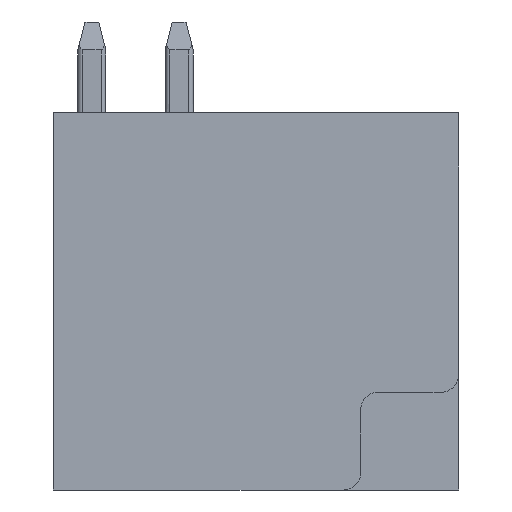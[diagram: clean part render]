
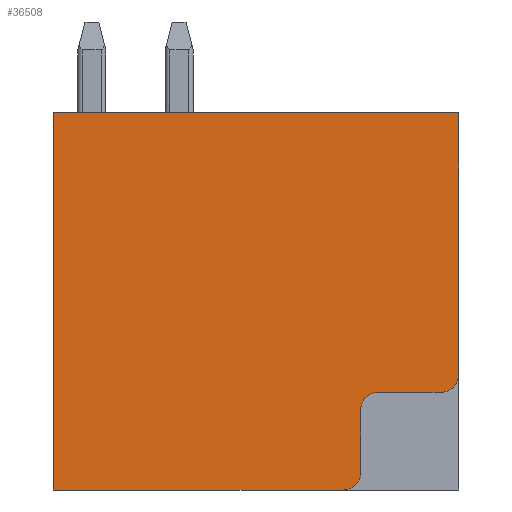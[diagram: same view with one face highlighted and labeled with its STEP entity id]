
A CAD part, front view. The second image highlights one B-rep face of the part: STEP entity #36508.
In plain terms, the highlighted planar face has unit normal (0, -1, 0).
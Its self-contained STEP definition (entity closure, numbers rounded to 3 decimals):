
#3907=CARTESIAN_POINT('',(2.806,-91.,-6.124));
#3908=DIRECTION('',(0.,-1.,0.));
#3909=DIRECTION('',(0.,0.,-1.));
#3910=AXIS2_PLACEMENT_3D('',#3907,#3908,#3909);
#3912=DIRECTION('',(-1.,0.,0.));
#3913=VECTOR('',#3912,8.3);
#3914=CARTESIAN_POINT('',(2.806,-91.,-6.624));
#3915=LINE('',#3914,#3913);
#3916=DIRECTION('',(0.,0.,1.));
#3917=VECTOR('',#3916,10.8);
#3918=CARTESIAN_POINT('',(-5.494,-91.,-6.624));
#3919=LINE('',#3918,#3917);
#3920=DIRECTION('',(1.,0.,0.));
#3921=VECTOR('',#3920,11.6);
#3922=CARTESIAN_POINT('',(-5.494,-91.,4.176));
#3923=LINE('',#3922,#3921);
#3924=DIRECTION('',(0.,0.,-1.));
#3925=VECTOR('',#3924,7.5);
#3926=CARTESIAN_POINT('',(6.106,-91.,4.176));
#3927=LINE('',#3926,#3925);
#3928=CARTESIAN_POINT('',(5.606,-91.,-3.324));
#3929=DIRECTION('',(0.,-1.,0.));
#3930=DIRECTION('',(0.,0.,-1.));
#3931=AXIS2_PLACEMENT_3D('',#3928,#3929,#3930);
#3933=DIRECTION('',(-1.,0.,0.));
#3934=VECTOR('',#3933,1.8);
#3935=CARTESIAN_POINT('',(5.606,-91.,-3.824));
#3936=LINE('',#3935,#3934);
#3937=DIRECTION('',(0.,0.,1.));
#3938=VECTOR('',#3937,1.8);
#3939=CARTESIAN_POINT('',(3.306,-91.,-6.124));
#3940=LINE('',#3939,#3938);
#3958=CARTESIAN_POINT('',(3.806,-91.,-4.324));
#3959=DIRECTION('',(0.,1.,0.));
#3960=DIRECTION('',(-1.,0.,0.));
#3961=AXIS2_PLACEMENT_3D('',#3958,#3959,#3960);
#27179=CARTESIAN_POINT('',(-5.494,-91.,-6.624));
#27180=CARTESIAN_POINT('',(-5.494,-91.,4.176));
#27181=VERTEX_POINT('',#27179);
#27182=VERTEX_POINT('',#27180);
#27183=CARTESIAN_POINT('',(6.106,-91.,4.176));
#27184=VERTEX_POINT('',#27183);
#27217=CARTESIAN_POINT('',(3.306,-91.,-4.324));
#27218=VERTEX_POINT('',#27217);
#27219=CARTESIAN_POINT('',(3.806,-91.,-3.824));
#27220=VERTEX_POINT('',#27219);
#27221=CARTESIAN_POINT('',(2.806,-91.,-6.624));
#27222=CARTESIAN_POINT('',(3.306,-91.,-6.124));
#27223=VERTEX_POINT('',#27221);
#27224=VERTEX_POINT('',#27222);
#27229=CARTESIAN_POINT('',(5.606,-91.,-3.824));
#27231=VERTEX_POINT('',#27229);
#27233=CARTESIAN_POINT('',(6.106,-91.,-3.324));
#27234=VERTEX_POINT('',#27233);
#36487=CARTESIAN_POINT('',(0.,-91.,0.));
#36488=DIRECTION('',(0.,1.,0.));
#36489=DIRECTION('',(1.,0.,0.));
#36490=AXIS2_PLACEMENT_3D('',#36487,#36488,#36489);
#36491=PLANE('',#36490);
#36493=ORIENTED_EDGE('',*,*,#36492,.F.);
#36494=ORIENTED_EDGE('',*,*,#35585,.T.);
#36495=ORIENTED_EDGE('',*,*,#35604,.T.);
#36496=ORIENTED_EDGE('',*,*,#35617,.T.);
#36497=ORIENTED_EDGE('',*,*,#34032,.T.);
#36499=ORIENTED_EDGE('',*,*,#36498,.F.);
#36501=ORIENTED_EDGE('',*,*,#36500,.T.);
#36503=ORIENTED_EDGE('',*,*,#36502,.F.);
#36505=ORIENTED_EDGE('',*,*,#36504,.F.);
#36506=EDGE_LOOP('',(#36493,#36494,#36495,#36496,#36497,#36499,#36501,#36503,
#36505));
#36507=FACE_OUTER_BOUND('',#36506,.F.);
#36508=ADVANCED_FACE('',(#36507),#36491,.F.);
#3911=CIRCLE('',#3910,0.5);
#3932=CIRCLE('',#3931,0.5);
#3962=CIRCLE('',#3961,0.5);
#34032=EDGE_CURVE('',#27184,#27234,#3927,.T.);
#35585=EDGE_CURVE('',#27223,#27181,#3915,.T.);
#35604=EDGE_CURVE('',#27181,#27182,#3919,.T.);
#35617=EDGE_CURVE('',#27182,#27184,#3923,.T.);
#36492=EDGE_CURVE('',#27223,#27224,#3911,.T.);
#36498=EDGE_CURVE('',#27231,#27234,#3932,.T.);
#36500=EDGE_CURVE('',#27231,#27220,#3936,.T.);
#36502=EDGE_CURVE('',#27218,#27220,#3962,.T.);
#36504=EDGE_CURVE('',#27224,#27218,#3940,.T.);
